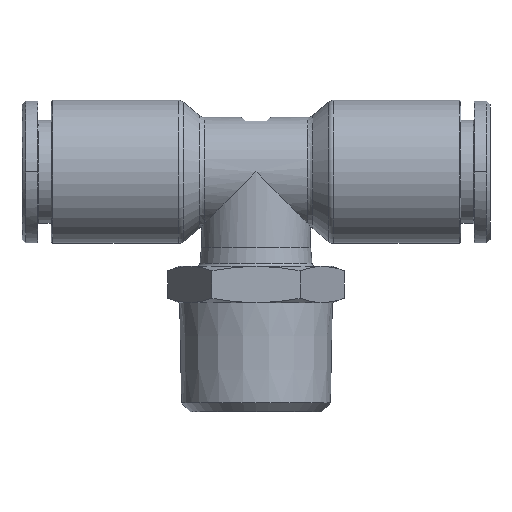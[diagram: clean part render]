
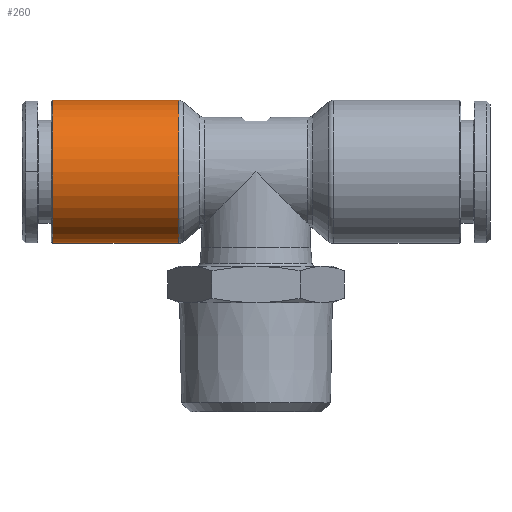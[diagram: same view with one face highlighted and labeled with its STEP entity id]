
A CAD part, front view. The second image highlights one B-rep face of the part: STEP entity #260.
In plain terms, the highlighted cylindrical face has radius 9.85 mm (diameter 19.7 mm), a partial arc.
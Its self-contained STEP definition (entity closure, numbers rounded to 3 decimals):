
#219=CARTESIAN_POINT('',(-31.228,0.,0.));
#220=DIRECTION('',(1.0,0.0,0.0));
#221=DIRECTION('',(0.0,0.0,1.0));
#222=AXIS2_PLACEMENT_3D('',#219,#220,#221);
#223=CYLINDRICAL_SURFACE('',#222,9.85);
#224=CARTESIAN_POINT('',(-40.928,0.,9.85));
#225=VERTEX_POINT('',#224);
#226=CARTESIAN_POINT('',(-23.592,0.,9.85));
#227=VERTEX_POINT('',#226);
#228=CARTESIAN_POINT('',(-40.928,0.,9.85));
#229=DIRECTION('',(1.0,0.0,0.0));
#230=VECTOR('',#229,17.336);
#231=LINE('',#228,#230);
#232=EDGE_CURVE('',#225,#227,#231,.T.);
#233=ORIENTED_EDGE('',*,*,#232,.F.);
#234=CARTESIAN_POINT('',(-40.928,0.,-9.85));
#235=VERTEX_POINT('',#234);
#236=CARTESIAN_POINT('',(-40.928,0.,0.));
#237=DIRECTION('',(-1.0,0.0,0.0));
#238=DIRECTION('',(0.0,0.0,1.0));
#239=AXIS2_PLACEMENT_3D('',#236,#237,#238);
#240=CIRCLE('',#239,9.85);
#241=EDGE_CURVE('',#235,#225,#240,.T.);
#242=ORIENTED_EDGE('',*,*,#241,.F.);
#243=CARTESIAN_POINT('',(-23.592,0.,-9.85));
#244=VERTEX_POINT('',#243);
#245=CARTESIAN_POINT('',(-23.592,0.,-9.85));
#246=DIRECTION('',(-1.0,0.0,0.0));
#247=VECTOR('',#246,17.336);
#248=LINE('',#245,#247);
#249=EDGE_CURVE('',#244,#235,#248,.T.);
#250=ORIENTED_EDGE('',*,*,#249,.F.);
#251=CARTESIAN_POINT('',(-23.592,0.,0.));
#252=DIRECTION('',(1.0,0.0,0.0));
#253=DIRECTION('',(0.0,0.0,-1.0));
#254=AXIS2_PLACEMENT_3D('',#251,#252,#253);
#255=CIRCLE('',#254,9.85);
#256=EDGE_CURVE('',#227,#244,#255,.T.);
#257=ORIENTED_EDGE('',*,*,#256,.F.);
#258=EDGE_LOOP('',(#233,#242,#250,#257));
#259=FACE_OUTER_BOUND('',#258,.T.);
#260=ADVANCED_FACE('',(#259),#223,.T.);
